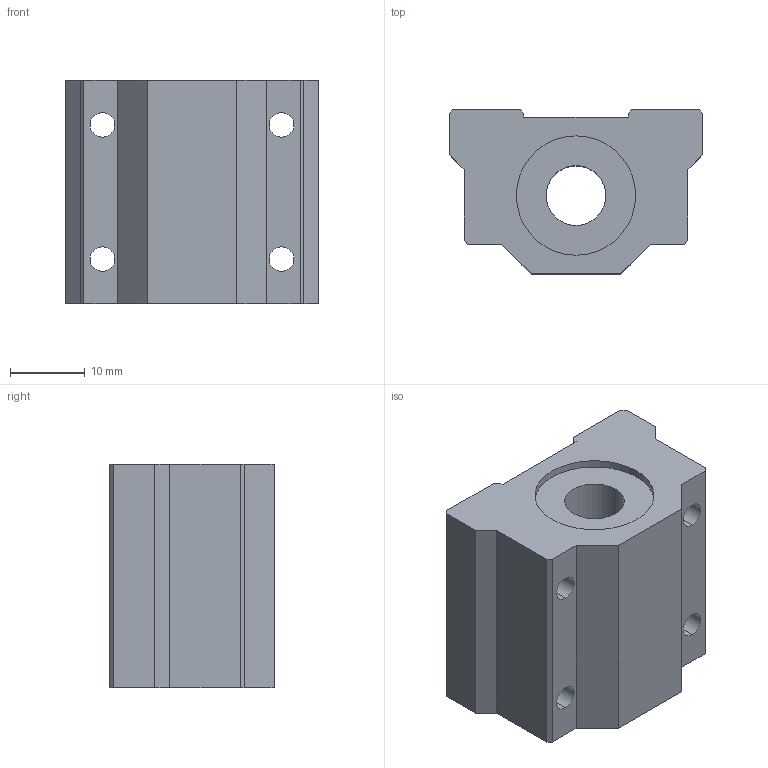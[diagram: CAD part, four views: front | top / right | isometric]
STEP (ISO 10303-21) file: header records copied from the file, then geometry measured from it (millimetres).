
FILE_DESCRIPTION (( 'STEP AP203' ), '1' );
FILE_NAME ('SC8UU.STEP', '2022-05-13T21:24:50', ( '' ), ( '' ), 'SwSTEP 2.0', 'SolidWorks 2016', '' );
FILE_SCHEMA (( 'CONFIG_CONTROL_DESIGN' ));
Length unit declared in the file: millimetre
Products named in the file (1): SC8UU
Bounding box: 34 x 22 x 30 mm (x, y, z)
Volume: 16089.8 mm3; surface area: 5764.2 mm2
Topology: 1 solids, 1 shells, 48 faces, 124 edges, 80 vertices
Faces by surface type: plane 26, cylinder 14, torus 8
Entity records: 1565 total; most frequent: DIRECTION 266, CARTESIAN_POINT 253, ORIENTED_EDGE 248, EDGE_CURVE 124, AXIS2_PLACEMENT_3D 93, VERTEX_POINT 80, LINE 80, VECTOR 80
